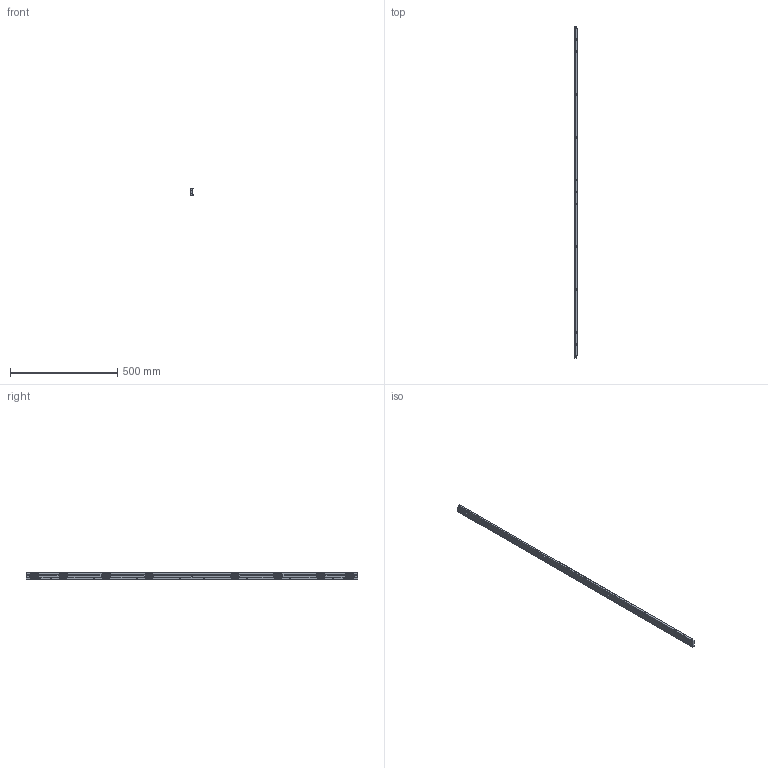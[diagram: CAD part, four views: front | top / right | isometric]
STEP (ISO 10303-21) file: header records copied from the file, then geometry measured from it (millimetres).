
FILE_DESCRIPTION(/* description */ (''),/* implementation_level */ '2;1');
FILE_NAME(/* name */ 'FN101A144_C____MOUNTING SPAR W CLAMPS.stp',/* time_stamp */ '2020-12-03T11:05:37+00:00',/* author */ (''),/* organization */ (''),/* preprocessor_version */ 'ST-DEVELOPER v16.7',/* originating_system */ 'SIEMENS PLM Software NX 12.0',/* authorisation */ '');
FILE_SCHEMA (('AUTOMOTIVE_DESIGN { 1 0 10303 214 3 1 1 1 }'));
Products named in the file (1): 1117460-A
Bounding box: 11.85 x 1545 x 36.1 mm (x, y, z)
Volume: 455248.8 mm3; surface area: 179848.8 mm2
Topology: 21 solids, 21 shells, 1736 faces, 4912 edges, 3235 vertices
Faces by surface type: plane 933, cylinder 650, cone 113, torus 40
Full cylindrical faces by diameter (mm): 2.05 x10, 2.9 x10, 3 x10, 3.1 x10, 3.4 x20, 3.86 x10, 4.3 x23, 4.6 x20, 6.6 x9, 7 x10, 7.6 x10, 12.9 x9
Entity records: 58751 total; most frequent: CARTESIAN_POINT 14841, DIRECTION 9007, ORIENTED_EDGE 8982, EDGE_CURVE 4491, AXIS2_PLACEMENT_3D 3311, VERTEX_POINT 3141, LINE 2385, VECTOR 2385
